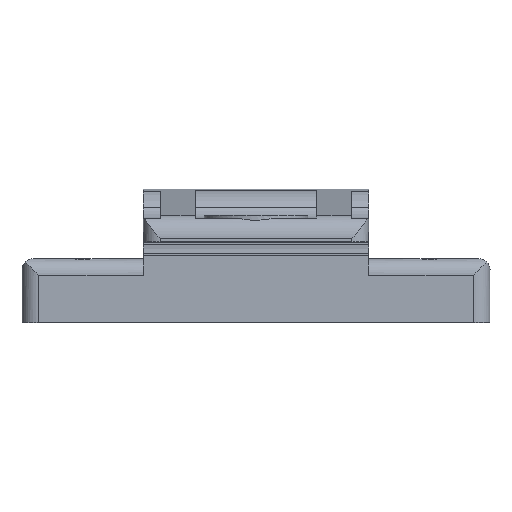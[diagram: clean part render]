
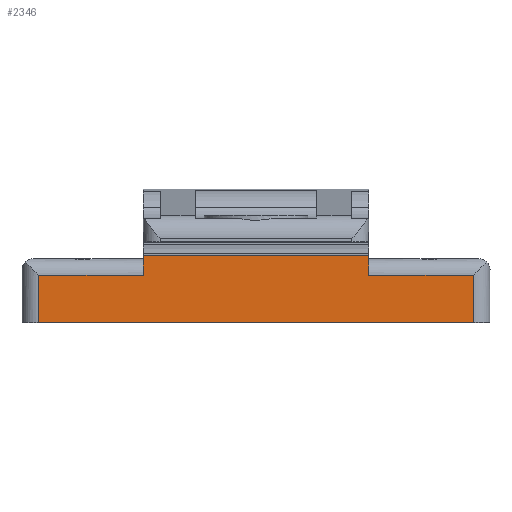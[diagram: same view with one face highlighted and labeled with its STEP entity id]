
A CAD part, top view. The second image highlights one B-rep face of the part: STEP entity #2346.
In plain terms, the highlighted planar face has unit normal (0, 0, 1).
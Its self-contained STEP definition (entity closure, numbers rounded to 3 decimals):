
#83 = ORIENTED_EDGE ( 'NONE', *, *, #2844, .T. ) ;
#172 = DIRECTION ( 'NONE',  ( 0., -1., 0. ) ) ;
#224 = ORIENTED_EDGE ( 'NONE', *, *, #1388, .T. ) ;
#363 = LINE ( 'NONE', #1512, #3364 ) ;
#364 = LINE ( 'NONE', #1531, #3132 ) ;
#401 = DIRECTION ( 'NONE',  ( 0., -1., 0. ) ) ;
#448 = EDGE_CURVE ( 'NONE', #2058, #3421, #1665, .T. ) ;
#504 = LINE ( 'NONE', #3320, #2659 ) ;
#557 = CARTESIAN_POINT ( 'NONE',  ( 28.068, 25.696, 37.349 ) ) ;
#566 = EDGE_CURVE ( 'NONE', #1495, #3421, #364, .T. ) ;
#660 = LINE ( 'NONE', #1805, #1568 ) ;
#772 = CARTESIAN_POINT ( 'NONE',  ( 70.055, 25.29, 37.349 ) ) ;
#1007 = ORIENTED_EDGE ( 'NONE', *, *, #3470, .T. ) ;
#1027 = LINE ( 'NONE', #1948, #2945 ) ;
#1154 = ORIENTED_EDGE ( 'NONE', *, *, #448, .F. ) ;
#1352 = VERTEX_POINT ( 'NONE', #3610 ) ;
#1388 = EDGE_CURVE ( 'NONE', #1825, #2626, #1027, .T. ) ;
#1455 = EDGE_CURVE ( 'NONE', #1352, #2343, #1906, .T. ) ;
#1456 = DIRECTION ( 'NONE',  ( -1., 0., 0. ) ) ;
#1495 = VERTEX_POINT ( 'NONE', #1716 ) ;
#1502 = VECTOR ( 'NONE', #3381, 1000. ) ;
#1504 = AXIS2_PLACEMENT_3D ( 'NONE', #772, #1630, #1590 ) ;
#1512 = CARTESIAN_POINT ( 'NONE',  ( 67.895, 29.054, 37.349 ) ) ;
#1526 = DIRECTION ( 'NONE',  ( 0., 1., 0. ) ) ;
#1531 = CARTESIAN_POINT ( 'NONE',  ( 28.068, 29.054, 37.349 ) ) ;
#1568 = VECTOR ( 'NONE', #1526, 1000. ) ;
#1590 = DIRECTION ( 'NONE',  ( 0., 1., 0. ) ) ;
#1619 = CARTESIAN_POINT ( 'NONE',  ( 37.669, 30.014, 37.349 ) ) ;
#1630 = DIRECTION ( 'NONE',  ( 0., 0., 1. ) ) ;
#1643 = CARTESIAN_POINT ( 'NONE',  ( 58.294, 31.818, 37.349 ) ) ;
#1656 = ORIENTED_EDGE ( 'NONE', *, *, #1730, .T. ) ;
#1665 = LINE ( 'NONE', #2819, #2593 ) ;
#1686 = ORIENTED_EDGE ( 'NONE', *, *, #2619, .T. ) ;
#1716 = CARTESIAN_POINT ( 'NONE',  ( 28.068, 30.014, 37.349 ) ) ;
#1730 = EDGE_CURVE ( 'NONE', #2058, #1352, #363, .T. ) ;
#1805 = CARTESIAN_POINT ( 'NONE',  ( 58.294, 29.054, 37.349 ) ) ;
#1825 = VERTEX_POINT ( 'NONE', #3334 ) ;
#1829 = DIRECTION ( 'NONE',  ( 0., 1., 0. ) ) ;
#1906 = LINE ( 'NONE', #2230, #1502 ) ;
#1948 = CARTESIAN_POINT ( 'NONE',  ( 37.669, 29.054, 37.349 ) ) ;
#1981 = DIRECTION ( 'NONE',  ( -1., 0., 0. ) ) ;
#2058 = VERTEX_POINT ( 'NONE', #2142 ) ;
#2142 = CARTESIAN_POINT ( 'NONE',  ( 67.895, 25.696, 37.349 ) ) ;
#2230 = CARTESIAN_POINT ( 'NONE',  ( 47.982, 30.014, 37.349 ) ) ;
#2343 = VERTEX_POINT ( 'NONE', #2440 ) ;
#2346 = ADVANCED_FACE ( 'F67', ( #3345 ), #3009, .T. ) ;
#2440 = CARTESIAN_POINT ( 'NONE',  ( 58.294, 30.014, 37.349 ) ) ;
#2584 = LINE ( 'NONE', #3396, #3655 ) ;
#2593 = VECTOR ( 'NONE', #1981, 1000. ) ;
#2619 = EDGE_CURVE ( 'NONE', #3397, #1825, #504, .T. ) ;
#2626 = VERTEX_POINT ( 'NONE', #1619 ) ;
#2659 = VECTOR ( 'NONE', #3354, 1000. ) ;
#2819 = CARTESIAN_POINT ( 'NONE',  ( 47.982, 25.696, 37.349 ) ) ;
#2844 = EDGE_CURVE ( 'NONE', #2343, #3397, #660, .T. ) ;
#2945 = VECTOR ( 'NONE', #172, 1000. ) ;
#3009 = PLANE ( 'NONE',  #1504 ) ;
#3118 = EDGE_LOOP ( 'NONE', ( #83, #1686, #224, #1007, #3393, #1154, #1656, #3479 ) ) ;
#3132 = VECTOR ( 'NONE', #401, 1000. ) ;
#3320 = CARTESIAN_POINT ( 'NONE',  ( 47.982, 31.818, 37.349 ) ) ;
#3334 = CARTESIAN_POINT ( 'NONE',  ( 37.669, 31.818, 37.349 ) ) ;
#3345 = FACE_OUTER_BOUND ( 'NONE', #3118, .T. ) ;
#3354 = DIRECTION ( 'NONE',  ( -1., 0., 0. ) ) ;
#3364 = VECTOR ( 'NONE', #1829, 1000. ) ;
#3381 = DIRECTION ( 'NONE',  ( -1., 0., 0. ) ) ;
#3393 = ORIENTED_EDGE ( 'NONE', *, *, #566, .T. ) ;
#3396 = CARTESIAN_POINT ( 'NONE',  ( 47.982, 30.014, 37.349 ) ) ;
#3397 = VERTEX_POINT ( 'NONE', #1643 ) ;
#3421 = VERTEX_POINT ( 'NONE', #557 ) ;
#3470 = EDGE_CURVE ( 'NONE', #2626, #1495, #2584, .T. ) ;
#3479 = ORIENTED_EDGE ( 'NONE', *, *, #1455, .T. ) ;
#3610 = CARTESIAN_POINT ( 'NONE',  ( 67.895, 30.014, 37.349 ) ) ;
#3655 = VECTOR ( 'NONE', #1456, 1000. ) ;
